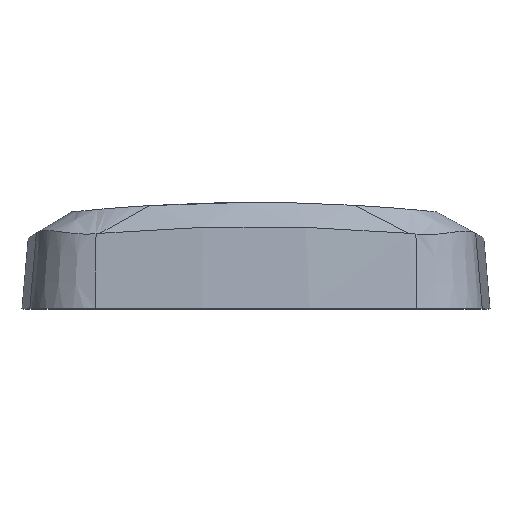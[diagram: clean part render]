
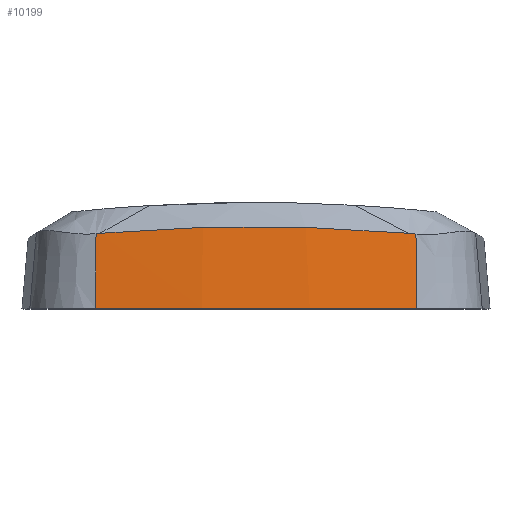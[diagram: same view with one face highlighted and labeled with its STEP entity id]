
A CAD part, top view. The second image highlights one B-rep face of the part: STEP entity #10199.
In plain terms, the highlighted conical face has half-angle 5 degrees and reference radius 177.505 mm.
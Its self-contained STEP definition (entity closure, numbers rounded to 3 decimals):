
#457 = CARTESIAN_POINT ( 'NONE',  ( -21.267, 10.127, 42.211 ) ) ;
#1523 = CIRCLE ( 'NONE', #9676, 178.773 ) ;
#1681 = DIRECTION ( 'NONE',  ( 0., 1., 0. ) ) ;
#2082 = DIRECTION ( 'NONE',  ( 0., 0., -1. ) ) ;
#3570 = CARTESIAN_POINT ( 'NONE',  ( 20.582, 10.148, 42.29 ) ) ;
#3984 = CARTESIAN_POINT ( 'NONE',  ( 0., 14.5, -134.401 ) ) ;
#4079 = CARTESIAN_POINT ( 'NONE',  ( -21.614, 10.098, 42.171 ) ) ;
#4129 = DIRECTION ( 'NONE',  ( 0., 0., -1. ) ) ;
#4290 = B_SPLINE_CURVE_WITH_KNOTS ( 'NONE', 3,
 ( #10674, #457, #8646, #16855 ),
 .UNSPECIFIED., .F., .F.,
 ( 4, 4 ),
 ( 0., 1. ),
 .UNSPECIFIED. ) ;
#5000 = DIRECTION ( 'NONE',  ( 0.011, -0.996, 0.087 ) ) ;
#5123 = CARTESIAN_POINT ( 'NONE',  ( 21.567, 14.5, 41.789 ) ) ;
#5415 = VERTEX_POINT ( 'NONE', #4079 ) ;
#5450 = VERTEX_POINT ( 'NONE', #13458 ) ;
#6557 = VERTEX_POINT ( 'NONE', #9274 ) ;
#6867 = LINE ( 'NONE', #5123, #21176 ) ;
#7199 = CARTESIAN_POINT ( 'NONE',  ( 21.615, 10.035, 42.176 ) ) ;
#7345 = CARTESIAN_POINT ( 'NONE',  ( 6.74, 11.344, 43.797 ) ) ;
#8242 = ORIENTED_EDGE ( 'NONE', *, *, #26292, .T. ) ;
#8534 = EDGE_CURVE ( 'NONE', #22952, #5415, #4290, .T. ) ;
#8621 = VECTOR ( 'NONE', #15206, 1000. ) ;
#8646 = CARTESIAN_POINT ( 'NONE',  ( -21.441, 10.109, 42.191 ) ) ;
#9129 = AXIS2_PLACEMENT_3D ( 'NONE', #3984, #14321, #4129 ) ;
#9274 = CARTESIAN_POINT ( 'NONE',  ( -21.721, 0., 43.048 ) ) ;
#9400 = EDGE_CURVE ( 'NONE', #5415, #6557, #19231, .T. ) ;
#9676 = AXIS2_PLACEMENT_3D ( 'NONE', #10155, #1681, #2082 ) ;
#10016 = B_SPLINE_CURVE_WITH_KNOTS ( 'NONE', 3,
 ( #25765, #7345, #23751, #19712 ),
 .UNSPECIFIED., .F., .F.,
 ( 4, 4 ),
 ( 0.024, 0.988 ),
 .UNSPECIFIED. ) ;
#10155 = CARTESIAN_POINT ( 'NONE',  ( 0., 0., -134.401 ) ) ;
#10199 = ADVANCED_FACE ( 'NONE', ( #20370 ), #25865, .T. ) ;
#10674 = CARTESIAN_POINT ( 'NONE',  ( -21.093, 10.144, 42.23 ) ) ;
#11095 = EDGE_CURVE ( 'NONE', #16846, #22952, #10016, .T. ) ;
#12278 = ORIENTED_EDGE ( 'NONE', *, *, #11095, .T. ) ;
#12565 = EDGE_LOOP ( 'NONE', ( #12278, #26029, #22518, #8242, #15979, #22216 ) ) ;
#13064 = CARTESIAN_POINT ( 'NONE',  ( -21.567, 14.5, 41.789 ) ) ;
#13205 = CARTESIAN_POINT ( 'NONE',  ( 21.721, 0., 43.048 ) ) ;
#13388 = CARTESIAN_POINT ( 'NONE',  ( 21.271, 10.08, 42.214 ) ) ;
#13458 = CARTESIAN_POINT ( 'NONE',  ( 21.615, 10.035, 42.176 ) ) ;
#14321 = DIRECTION ( 'NONE',  ( 0., -1., 0. ) ) ;
#14780 = CARTESIAN_POINT ( 'NONE',  ( -21.093, 10.144, 42.23 ) ) ;
#15206 = DIRECTION ( 'NONE',  ( -0.011, -0.996, 0.087 ) ) ;
#15298 = VERTEX_POINT ( 'NONE', #13205 ) ;
#15979 = ORIENTED_EDGE ( 'NONE', *, *, #17179, .F. ) ;
#16766 = EDGE_CURVE ( 'NONE', #5450, #16846, #18290, .T. ) ;
#16846 = VERTEX_POINT ( 'NONE', #3570 ) ;
#16855 = CARTESIAN_POINT ( 'NONE',  ( -21.614, 10.098, 42.171 ) ) ;
#17179 = EDGE_CURVE ( 'NONE', #5450, #15298, #6867, .T. ) ;
#18290 = B_SPLINE_CURVE_WITH_KNOTS ( 'NONE', 3,
 ( #7199, #13388, #25750, #21574 ),
 .UNSPECIFIED., .F., .F.,
 ( 4, 4 ),
 ( 0., 0.001 ),
 .UNSPECIFIED. ) ;
#19231 = LINE ( 'NONE', #13064, #8621 ) ;
#19712 = CARTESIAN_POINT ( 'NONE',  ( -21.093, 10.144, 42.23 ) ) ;
#20370 = FACE_OUTER_BOUND ( 'NONE', #12565, .T. ) ;
#21176 = VECTOR ( 'NONE', #5000, 1000. ) ;
#21574 = CARTESIAN_POINT ( 'NONE',  ( 20.582, 10.148, 42.29 ) ) ;
#22216 = ORIENTED_EDGE ( 'NONE', *, *, #16766, .T. ) ;
#22518 = ORIENTED_EDGE ( 'NONE', *, *, #9400, .T. ) ;
#22952 = VERTEX_POINT ( 'NONE', #14780 ) ;
#23751 = CARTESIAN_POINT ( 'NONE',  ( -7.255, 11.342, 43.777 ) ) ;
#25750 = CARTESIAN_POINT ( 'NONE',  ( 20.927, 10.118, 42.252 ) ) ;
#25765 = CARTESIAN_POINT ( 'NONE',  ( 20.582, 10.148, 42.29 ) ) ;
#25865 = CONICAL_SURFACE ( 'NONE', #9129, 177.505, 0.087 ) ;
#26029 = ORIENTED_EDGE ( 'NONE', *, *, #8534, .T. ) ;
#26292 = EDGE_CURVE ( 'NONE', #6557, #15298, #1523, .T. ) ;
